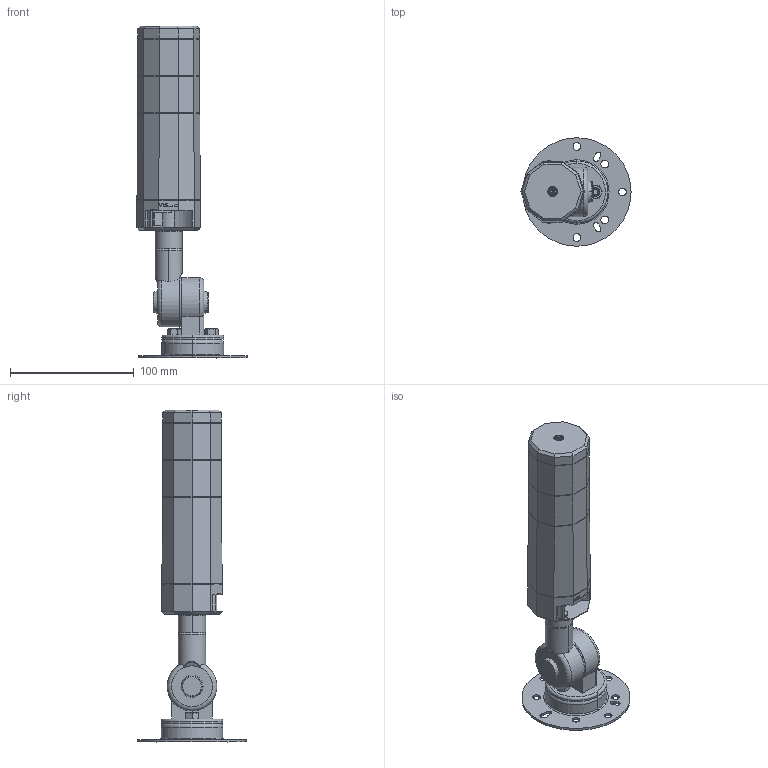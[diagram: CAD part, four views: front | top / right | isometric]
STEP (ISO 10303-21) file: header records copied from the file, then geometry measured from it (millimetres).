
FILE_DESCRIPTION((''),'2;1');
FILE_NAME('NLA50DC-2B3DZ SERIES.stp','2023-12-26T13:26:46',(''),(''),'Mechanical Desktop 2011','Mechanical Desktop 2011',', , ');
FILE_SCHEMA(('CONFIG_CONTROL_DESIGN'));
Length unit declared in the file: millimetre
Products named in the file (1): Product
Bounding box: 88.86 x 87.5 x 268 mm (x, y, z)
Volume: 386471 mm3; surface area: 85344.8 mm2
Topology: 24 solids, 24 shells, 553 faces, 1362 edges, 879 vertices
Faces by surface type: plane 318, cylinder 121, bspline 62, cone 28, torus 18, sphere 6
Entity records: 18073 total; most frequent: CARTESIAN_POINT 4901, ORIENTED_EDGE 2724, DIRECTION 2671, EDGE_CURVE 1362, AXIS2_PLACEMENT_3D 921, VERTEX_POINT 879, VECTOR 829, LINE 829
